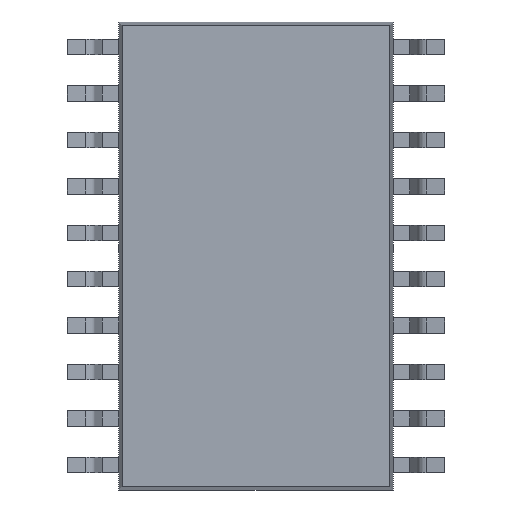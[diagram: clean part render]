
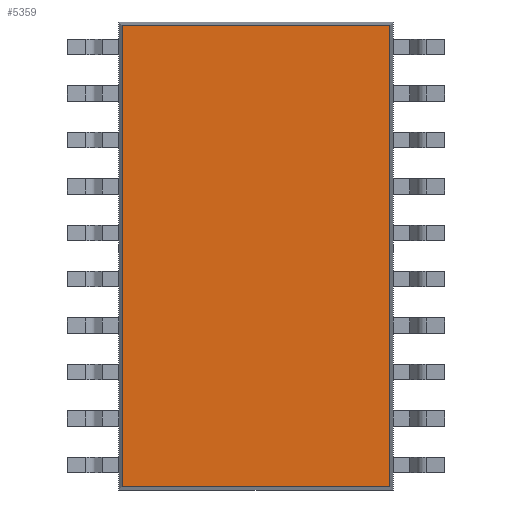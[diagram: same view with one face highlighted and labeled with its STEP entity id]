
A CAD part, front view. The second image highlights one B-rep face of the part: STEP entity #5359.
In plain terms, the highlighted planar face has unit normal (0, -1, 0).
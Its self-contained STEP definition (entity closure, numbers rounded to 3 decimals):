
#38 = CARTESIAN_POINT ( 'NONE',  ( -3.657, 0.3, 6.307 ) ) ;
#953 = VERTEX_POINT ( 'NONE', #5658 ) ;
#1014 = EDGE_CURVE ( 'NONE', #953, #1654, #1421, .T. ) ;
#1248 = DIRECTION ( 'NONE',  ( -1., 0., 0. ) ) ;
#1421 = LINE ( 'NONE', #1514, #6780 ) ;
#1514 = CARTESIAN_POINT ( 'NONE',  ( 3.657, 0.3, -6.4 ) ) ;
#1654 = VERTEX_POINT ( 'NONE', #4622 ) ;
#2419 = AXIS2_PLACEMENT_3D ( 'NONE', #5675, #7866, #4206 ) ;
#2859 = EDGE_CURVE ( 'NONE', #4850, #8904, #7737, .T. ) ;
#3388 = CARTESIAN_POINT ( 'NONE',  ( -3.657, 0.3, 6.4 ) ) ;
#3482 = DIRECTION ( 'NONE',  ( 0., 0., -1. ) ) ;
#3653 = FACE_OUTER_BOUND ( 'NONE', #6666, .T. ) ;
#3682 = ORIENTED_EDGE ( 'NONE', *, *, #7628, .T. ) ;
#4206 = DIRECTION ( 'NONE',  ( 0., 0., -1. ) ) ;
#4359 = DIRECTION ( 'NONE',  ( 1., 0., 0. ) ) ;
#4622 = CARTESIAN_POINT ( 'NONE',  ( 3.657, 0.3, 6.307 ) ) ;
#4716 = ORIENTED_EDGE ( 'NONE', *, *, #2859, .T. ) ;
#4850 = VERTEX_POINT ( 'NONE', #38 ) ;
#5359 = ADVANCED_FACE ( 'NONE', ( #3653 ), #6507, .T. ) ;
#5454 = VECTOR ( 'NONE', #3482, 1000. ) ;
#5658 = CARTESIAN_POINT ( 'NONE',  ( 3.657, 0.3, -6.307 ) ) ;
#5675 = CARTESIAN_POINT ( 'NONE',  ( 0., 0.3, 0. ) ) ;
#6282 = CARTESIAN_POINT ( 'NONE',  ( -3.657, 0.3, -6.307 ) ) ;
#6307 = LINE ( 'NONE', #8580, #7433 ) ;
#6507 = PLANE ( 'NONE',  #2419 ) ;
#6666 = EDGE_LOOP ( 'NONE', ( #8255, #9215, #4716, #3682 ) ) ;
#6780 = VECTOR ( 'NONE', #7900, 1000. ) ;
#6888 = LINE ( 'NONE', #8387, #7269 ) ;
#7269 = VECTOR ( 'NONE', #1248, 1000. ) ;
#7433 = VECTOR ( 'NONE', #4359, 1000. ) ;
#7628 = EDGE_CURVE ( 'NONE', #8904, #953, #6307, .T. ) ;
#7737 = LINE ( 'NONE', #3388, #5454 ) ;
#7866 = DIRECTION ( 'NONE',  ( 0., -1., 0. ) ) ;
#7873 = EDGE_CURVE ( 'NONE', #1654, #4850, #6888, .T. ) ;
#7900 = DIRECTION ( 'NONE',  ( 0., 0., 1. ) ) ;
#8255 = ORIENTED_EDGE ( 'NONE', *, *, #1014, .T. ) ;
#8387 = CARTESIAN_POINT ( 'NONE',  ( 3.75, 0.3, 6.307 ) ) ;
#8580 = CARTESIAN_POINT ( 'NONE',  ( -3.75, 0.3, -6.307 ) ) ;
#8904 = VERTEX_POINT ( 'NONE', #6282 ) ;
#9215 = ORIENTED_EDGE ( 'NONE', *, *, #7873, .T. ) ;
